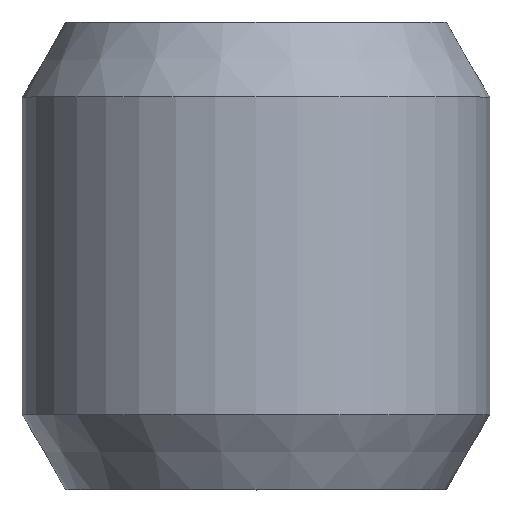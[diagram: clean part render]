
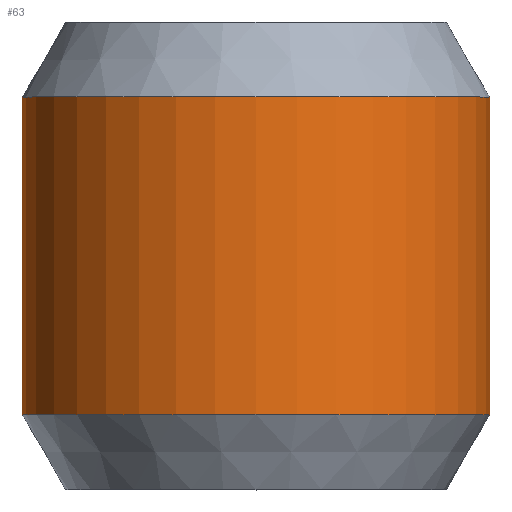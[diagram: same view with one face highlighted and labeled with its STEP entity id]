
A CAD part, top view. The second image highlights one B-rep face of the part: STEP entity #63.
In plain terms, the highlighted cylindrical face has radius 2.5 mm (diameter 5 mm), a full revolution.
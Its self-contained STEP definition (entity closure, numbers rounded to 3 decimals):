
#20=CYLINDRICAL_SURFACE('',#83,2.5);
#26=ORIENTED_EDGE('',*,*,#33,.F.);
#27=ORIENTED_EDGE('',*,*,#32,.T.);
#32=EDGE_CURVE('',#36,#36,#40,.T.);
#33=EDGE_CURVE('',#37,#37,#41,.T.);
#36=VERTEX_POINT('',#114);
#37=VERTEX_POINT('',#117);
#40=CIRCLE('',#82,2.5);
#41=CIRCLE('',#84,2.5);
#46=EDGE_LOOP('',(#26));
#47=EDGE_LOOP('',(#27));
#54=FACE_BOUND('',#46,.T.);
#55=FACE_BOUND('',#47,.T.);
#63=ADVANCED_FACE('',(#54,#55),#20,.T.);
#82=AXIS2_PLACEMENT_3D('',#113,#96,#97);
#83=AXIS2_PLACEMENT_3D('',#115,#98,#99);
#84=AXIS2_PLACEMENT_3D('',#116,#100,#101);
#96=DIRECTION('',(0.,-1.,0.));
#97=DIRECTION('',(0.,0.,-1.));
#98=DIRECTION('',(0.,-1.,0.));
#99=DIRECTION('',(0.,0.,-1.));
#100=DIRECTION('',(0.,-1.,0.));
#101=DIRECTION('',(0.,0.,-1.));
#113=CARTESIAN_POINT('',(0.,4.2,0.));
#114=CARTESIAN_POINT('',(0.,4.2,-2.5));
#115=CARTESIAN_POINT('',(0.,0.,0.));
#116=CARTESIAN_POINT('',(0.,0.8,0.));
#117=CARTESIAN_POINT('',(0.,0.8,-2.5));
